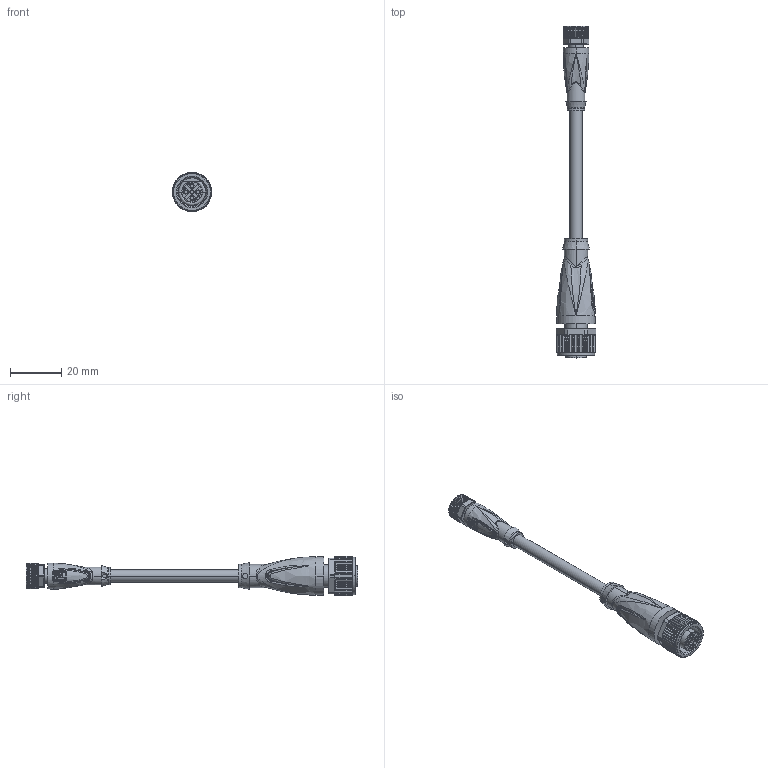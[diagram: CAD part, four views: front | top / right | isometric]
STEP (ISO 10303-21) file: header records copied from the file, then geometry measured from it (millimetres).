
FILE_DESCRIPTION(('STEP AP214'),'1');
FILE_NAME('cctmp_3557594B-9C3F-4E72-BFFD-F795D5F6336F_2022_04_27_10_32_05_0583..stp','2022-04-27T08:32:13',('KiM GmbH'),('CADClick - www.CADClick.com'),'Spatial InterOp 3D postprocessed',' ','unknown authorization');
FILE_SCHEMA(('AUTOMOTIVE_DESIGN'));
Length unit declared in the file: millimetre
Products named in the file (9): Connection2; Connection2_2; Connection2_1; T195706_1; Cable; Connection1; Connection1_2; Connection1_1; T195706
Assembly tree (8 placements, depth 4):
  T195706
    T195706_1
      Connection2
        Connection2_2
        Connection2_1
      Cable
      Connection1
        Connection1_2
        Connection1_1
Bounding box: 15.4 x 129.4 x 15.37 mm (x, y, z)
Volume: 8512.1 mm3; surface area: 6510.1 mm2
Topology: 8 solids, 30 shells, 1869 faces, 4830 edges, 3040 vertices
Faces by surface type: plane 878, cylinder 307, torus 299, bspline 237, cone 136, extrusion 12
Entity records: 128690 total; most frequent: CARTESIAN_POINT 74578, ORIENTED_EDGE 9588, DIRECTION 8635, EDGE_CURVE 4820, AXIS2_PLACEMENT_3D 3129, VERTEX_POINT 3040, STYLED_ITEM 2973, PRESENTATION_STYLE_ASSIGNMENT 2973
